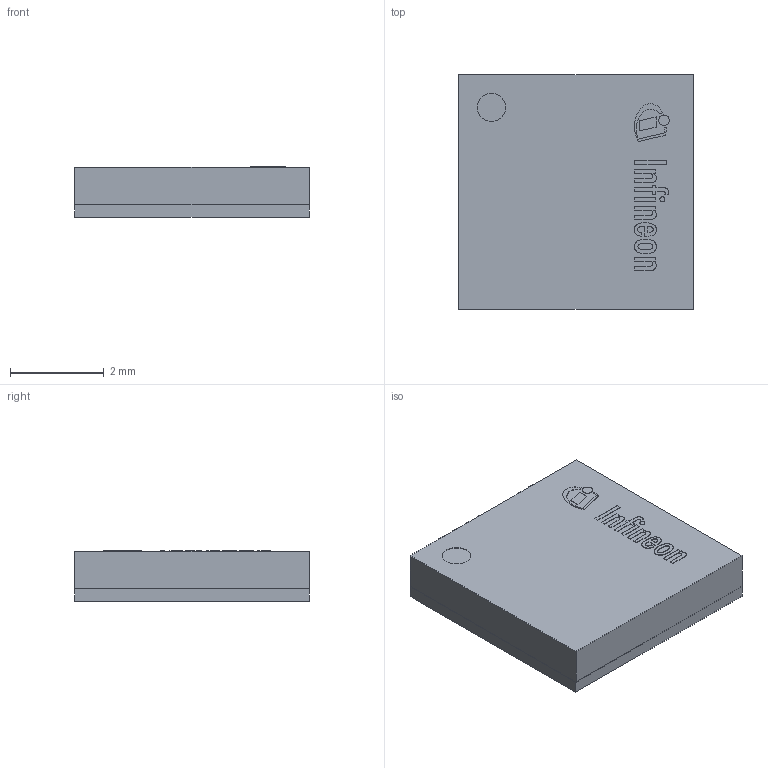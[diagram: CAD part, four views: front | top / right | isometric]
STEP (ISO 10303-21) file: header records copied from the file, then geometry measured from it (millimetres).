
FILE_DESCRIPTION(/* description */ (''),/* implementation_level */ '2;1');
FILE_NAME(/* name */ 'PG-TFLGA-13-1_Z8B00181875_05_3D.stp',/* time_stamp */ '2018-10-30T15:45:46+05:00',/* author */ ('janartha'),/* organization */ (''),/* preprocessor_version */ 'ST-DEVELOPER v16.13',/* originating_system */ 'AutoCAD Mechanical',/* authorisation */ '');
FILE_SCHEMA (('AUTOMOTIVE_DESIGN { 1 0 10303 214 3 1 1 }'));
Length unit declared in the file: millimetre
Products named in the file (5): Product; PG-TFLGA-13-1_LOGO; PG-TFLGA-13-1_EXPOSED_LEAD_1; PG-TFLGA-13-1_EXPOSED_LEAD_4; PG-TFLGA-13-1_BOTTOM_SUBSTRATE
Assembly tree (4 placements, depth 2):
  Product
    PG-TFLGA-13-1_LOGO
    PG-TFLGA-13-1_EXPOSED_LEAD_1
    PG-TFLGA-13-1_EXPOSED_LEAD_4
    PG-TFLGA-13-1_BOTTOM_SUBSTRATE
Bounding box: 5 x 5 x 1.07 mm (x, y, z)
Volume: 26.5 mm3; surface area: 138 mm2
Topology: 29 solids, 29 shells, 382 faces, 969 edges, 646 vertices
Faces by surface type: plane 243, cylinder 139
Full cylindrical faces by diameter (mm): 0.109 x1, 0.225 x1, 0.6 x2
Entity records: 11704 total; most frequent: DIRECTION 2026, CARTESIAN_POINT 2003, ORIENTED_EDGE 1932, EDGE_CURVE 966, LINE 688, VECTOR 688, AXIS2_PLACEMENT_3D 669, VERTEX_POINT 646
